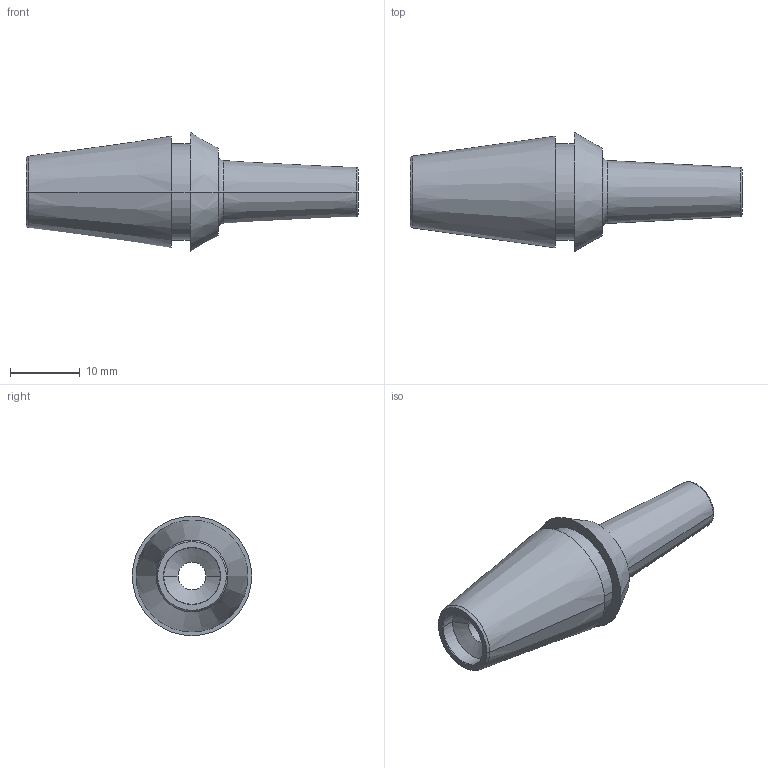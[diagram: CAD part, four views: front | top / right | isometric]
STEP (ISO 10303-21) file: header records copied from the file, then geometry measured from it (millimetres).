
FILE_DESCRIPTION((''),'2;1');
FILE_NAME('LAN_ER16_PROTOTYP_A20_D4','2017-11-30T',('Jon'),(''),'CREO PARAMETRIC BY PTC INC, 2016260','CREO PARAMETRIC BY PTC INC, 2016260','');
FILE_SCHEMA(('CONFIG_CONTROL_DESIGN'));
Length unit declared in the file: millimetre
Products named in the file (1): LAN_ER16_PROTOTYP_A20_D4
Bounding box: 47.5 x 17.08 x 17.08 mm (x, y, z)
Volume: 4266.6 mm3; surface area: 2581.9 mm2
Topology: 1 solids, 1 shells, 27 faces, 54 edges, 32 vertices
Faces by surface type: cone 12, cylinder 6, plane 5, torus 4
Entity records: 750 total; most frequent: DIRECTION 144, CARTESIAN_POINT 113, ORIENTED_EDGE 108, AXIS2_PLACEMENT_3D 63, EDGE_CURVE 54, CIRCLE 36, VERTEX_POINT 32, EDGE_LOOP 32
